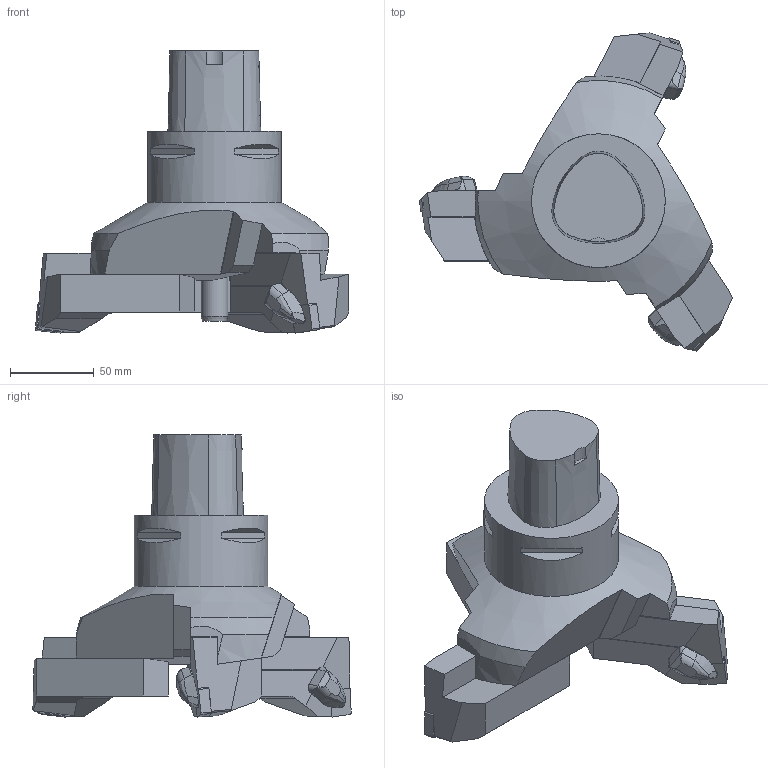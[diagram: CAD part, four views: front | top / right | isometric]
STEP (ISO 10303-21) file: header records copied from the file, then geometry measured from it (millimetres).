
FILE_DESCRIPTION(/* description */ (''),/* implementation_level */ '2;1');
FILE_NAME(/* name */ '1566546670342.stp',/* time_stamp */ '2019-08-23T09:51:17+02:00',/* author */ (''),/* organization */ ('SMS'),/* preprocessor_version */ 'ST-DEVELOPER v16.7',/* originating_system */ 'SIEMENS PLM Software NX 12.0',/* authorisation */ '');
FILE_SCHEMA (('AUTOMOTIVE_DESIGN { 1 0 10303 214 3 1 1 1 }'));
Length unit declared in the file: millimetre
Products named in the file (7): ASSEMBLY_CONSTRUCTION; IsoTurningInsert; 201026074mod000_00; 200957015mod000_01; 201026081mod000_01; 201089556mod000_01
Assembly tree (8 placements, depth 3):
  201089556mod000_01
    200957015mod000_01
    201026081mod000_01  x3
      201026074mod000_00
      IsoTurningInsert
      ASSEMBLY_CONSTRUCTION
    ASSEMBLY_CONSTRUCTION
Bounding box: 187.22 x 190.17 x 168.56 mm (x, y, z)
Volume: 1023029.5 mm3; surface area: 114665.7 mm2
Topology: 7 solids, 7 shells, 239 faces, 665 edges, 471 vertices
Faces by surface type: plane 161, cylinder 46, bspline 21, cone 11
Full cylindrical faces by diameter (mm): 6.35 x6, 16.012 x1, 80 x1
Entity records: 4619 total; most frequent: CARTESIAN_POINT 1327, ORIENTED_EDGE 638, DIRECTION 607, EDGE_CURVE 319, VERTEX_POINT 215, AXIS2_PLACEMENT_3D 212, LINE 183, VECTOR 183
